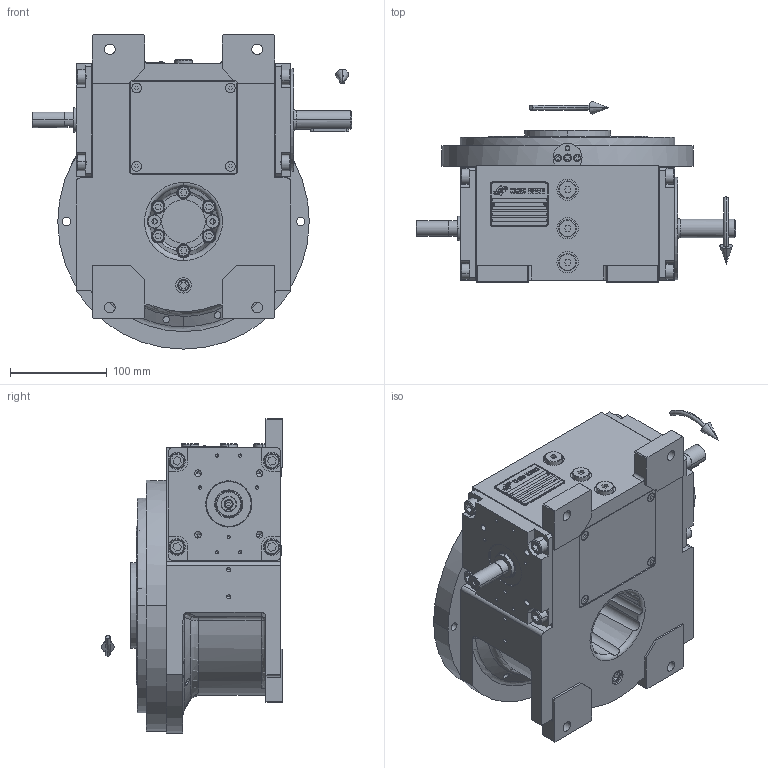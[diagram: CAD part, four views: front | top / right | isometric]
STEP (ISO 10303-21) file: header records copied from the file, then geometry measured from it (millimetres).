
FILE_DESCRIPTION (( 'STEP AP203' ), '1' );
FILE_NAME ('PC5200476.step', '2024-07-10T05:47:01', ( '' ), ( '' ), 'SwSTEP 2.0', 'SolidWorks 2020', '' );
FILE_SCHEMA (( 'CONFIG_CONTROL_DESIGN' ));
Length unit declared in the file: millimetre
Products named in the file (79): rig06_007_master; cfn2128_19_002; AS_rig06_071_6_m_n_03; cfn2000_01_126; AS_rig06_004; cfn2000_01_103; AS_900_38_30_003; cfn2003_01_054; 900_38_30_003; CFN2000_01_185.stp; rig06_016; AS_rig06_016; cfn2104_01_016; cfn2115_02_182; cfn2000_01_124; rig06_005_n_02; cfn2151_01_290; AS_cfn2476_01_002_60x46; cfn2476_01_002_60x46; CFN2223_01-570X6-B.stp; cfn2155_01_303; rig06_004; AS_rig06_015; rig06_001_a; CFN2010_02_002.stp; cfn2107_01_001; cfn2128_04_004; cfn2000_01_161; 9004_2512; RIG06_021_AF1.stp; olio_agip_blasia_150; cfn2205_01_013; cfn2077_01_018; cfn2115_02_165; cfn2070_05_005; freccia_angolare_albero; cfn2151_01_090; CFN2356_03_047.stp; cfn2155_01_056; RIG06_005_S_002_ASM.stp ...
Assembly tree (72 placements, depth 5):
  rig06_007_master
  cfn2151_01_290
  CFN2223_01-570X6-B.stp
  olio_agip_blasia_150
  cfn2205_01_013
Bounding box: 330.5 x 187 x 325 mm (x, y, z)
Volume: 2620013.3 mm3; surface area: 796450 mm2
Topology: 63 solids, 63 shells, 2009 faces, 4994 edges, 3207 vertices
Faces by surface type: plane 1022, cylinder 656, cone 299, torus 20, bspline 6, sphere 6
Entity records: 69028 total; most frequent: CARTESIAN_POINT 15052, DIRECTION 9632, ORIENTED_EDGE 9268, EDGE_CURVE 4634, AXIS2_PLACEMENT_3D 3327, VERTEX_POINT 3026, VECTOR 2978, LINE 2978
